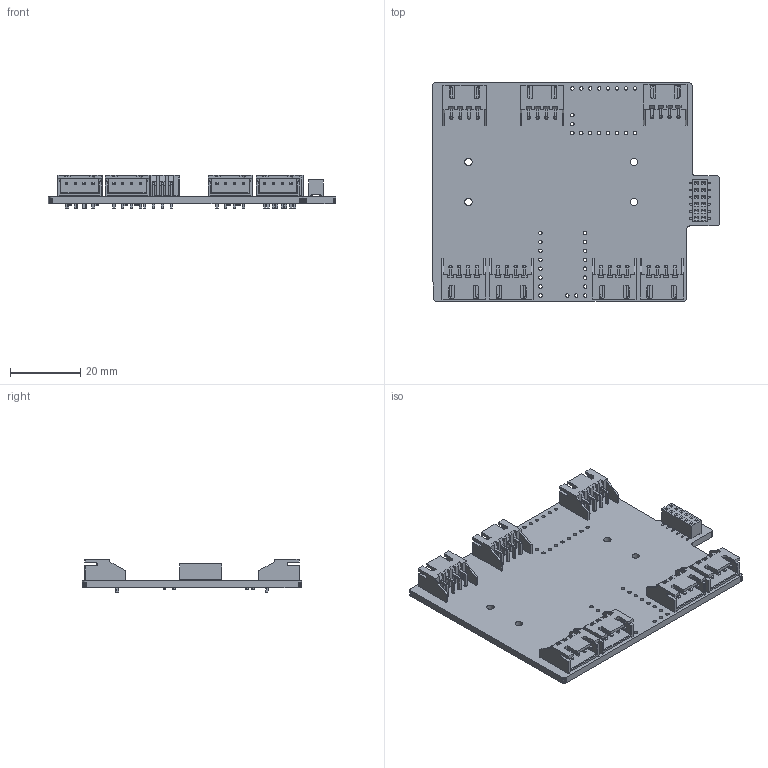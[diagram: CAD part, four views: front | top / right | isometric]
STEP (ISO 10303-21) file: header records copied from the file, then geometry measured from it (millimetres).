
FILE_DESCRIPTION(('KiCad electronic assembly'),'2;1');
FILE_NAME('FYP_P2_1.step','2024-05-31T11:24:58',('Pcbnew'),('Kicad'), 'Open CASCADE STEP processor 7.6','KiCad to STEP converter','Unknown' );
FILE_SCHEMA(('AUTOMOTIVE_DESIGN { 1 0 10303 214 1 1 1 1 }'));
Length unit declared in the file: millimetre
Products named in the file (8): FYP_P2_1 1; JST_XH_S4B-XH-A_1x04_P2.50mm_Horizontal; SOLID; PinSocket_2x06_P2.00mm_Vertical_SMD; R_0603_1608Metric; PCB
Assembly tree (18 placements, depth 3):
  FYP_P2_1 1
    JST_XH_S4B-XH-A_1x04_P2.50mm_Horizontal  x7
      SOLID
    PinSocket_2x06_P2.00mm_Vertical_SMD
      SOLID
    R_0603_1608Metric  x6
      SOLID
    PCB
Bounding box: 81.81 x 62.24 x 9.5 mm (x, y, z)
Volume: 11151 mm3; surface area: 16125.5 mm2
Topology: 15 solids, 15 shells, 1894 faces, 4850 edges, 3066 vertices
Faces by surface type: plane 1658, cylinder 236
Full cylindrical faces by diameter (mm): 0.95 x28, 1 x36, 2.1 x4
Entity records: 54108 total; most frequent: CARTESIAN_POINT 9237, DIRECTION 7533, LINE 5487, VECTOR 5487, ORIENTED_EDGE 3960, PCURVE 3960, DEFINITIONAL_REPRESENTATION 3960, EDGE_CURVE 1980
